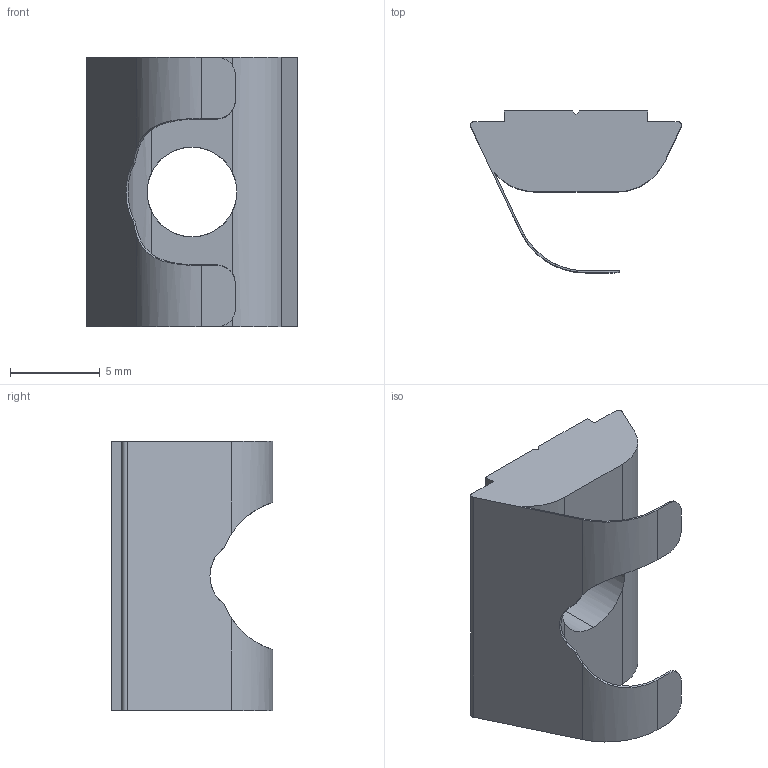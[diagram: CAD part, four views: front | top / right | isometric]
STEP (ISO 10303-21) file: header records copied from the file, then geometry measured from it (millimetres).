
FILE_DESCRIPTION (( 'STEP AP203' ), '1' );
FILE_NAME ('084.302.117.STEP', '2018-03-16T12:36:13', ( '' ), ( '' ), 'SwSTEP 2.0', 'SolidWorks 2016', '' );
FILE_SCHEMA (( 'CONFIG_CONTROL_DESIGN' ));
Length unit declared in the file: millimetre
Products named in the file (1): 084.302.117
Bounding box: 11.77 x 9 x 15 mm (x, y, z)
Volume: 567.8 mm3; surface area: 749.3 mm2
Topology: 1 solids, 1 shells, 41 faces, 121 edges, 80 vertices
Faces by surface type: plane 23, cylinder 16, torus 2
Entity records: 1530 total; most frequent: CARTESIAN_POINT 375, ORIENTED_EDGE 242, DIRECTION 213, EDGE_CURVE 121, VERTEX_POINT 80, LINE 73, VECTOR 73, AXIS2_PLACEMENT_3D 70
